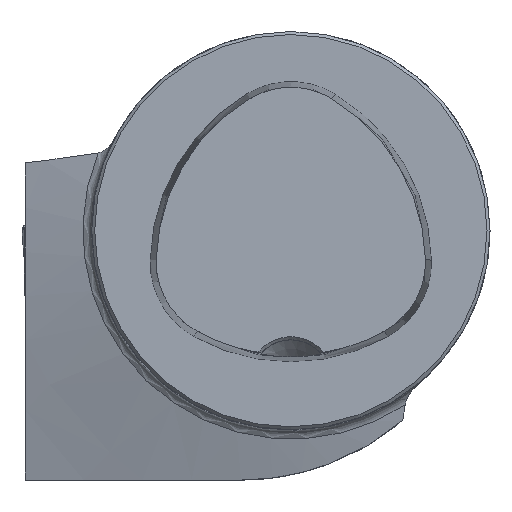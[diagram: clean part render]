
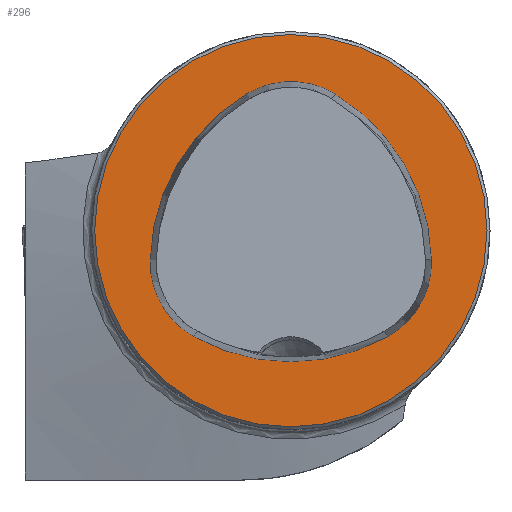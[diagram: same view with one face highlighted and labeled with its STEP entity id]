
A CAD part, top view. The second image highlights one B-rep face of the part: STEP entity #296.
In plain terms, the highlighted planar face has unit normal (0, 0, 1).
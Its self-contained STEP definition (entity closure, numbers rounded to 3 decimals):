
#124=FACE_BOUND('',#593,.T.);
#125=FACE_BOUND('',#594,.T.);
#232=CIRCLE('',#2403,20.063);
#234=CIRCLE('',#2406,20.063);
#235=CIRCLE('',#2407,8.563);
#236=CIRCLE('',#2408,20.063);
#237=CIRCLE('',#2409,8.563);
#238=CIRCLE('',#2410,8.563);
#239=CIRCLE('',#2411,19.7);
#296=ADVANCED_FACE('CU_E_LO_SU_1',(#124,#125),#406,.T.);
#406=PLANE('',#2412);
#593=EDGE_LOOP('',(#939,#940,#941,#942,#943,#944));
#594=EDGE_LOOP('',(#945));
#939=ORIENTED_EDGE('',*,*,#1754,.F.);
#940=ORIENTED_EDGE('',*,*,#1755,.F.);
#941=ORIENTED_EDGE('',*,*,#1756,.F.);
#942=ORIENTED_EDGE('',*,*,#1757,.F.);
#943=ORIENTED_EDGE('',*,*,#1751,.F.);
#944=ORIENTED_EDGE('',*,*,#1758,.F.);
#945=ORIENTED_EDGE('',*,*,#1759,.T.);
#1517=VERTEX_POINT('',#3836);
#1518=VERTEX_POINT('',#3838);
#1520=VERTEX_POINT('',#3844);
#1521=VERTEX_POINT('',#3845);
#1522=VERTEX_POINT('',#3847);
#1523=VERTEX_POINT('',#3849);
#1524=VERTEX_POINT('',#3853);
#1751=EDGE_CURVE('',#1517,#1518,#232,.T.);
#1754=EDGE_CURVE('',#1520,#1521,#234,.T.);
#1755=EDGE_CURVE('',#1522,#1520,#235,.T.);
#1756=EDGE_CURVE('',#1523,#1522,#236,.T.);
#1757=EDGE_CURVE('',#1518,#1523,#237,.T.);
#1758=EDGE_CURVE('',#1521,#1517,#238,.T.);
#1759=EDGE_CURVE('',#1524,#1524,#239,.T.);
#2403=AXIS2_PLACEMENT_3D('',#3837,#2756,#2757);
#2406=AXIS2_PLACEMENT_3D('',#3843,#2763,#2764);
#2407=AXIS2_PLACEMENT_3D('',#3846,#2765,#2766);
#2408=AXIS2_PLACEMENT_3D('',#3848,#2767,#2768);
#2409=AXIS2_PLACEMENT_3D('',#3850,#2769,#2770);
#2410=AXIS2_PLACEMENT_3D('',#3851,#2771,#2772);
#2411=AXIS2_PLACEMENT_3D('',#3852,#2773,#2774);
#2412=AXIS2_PLACEMENT_3D('',#3854,#2775,#2776);
#2756=DIRECTION('',(0.,0.,1.));
#2757=DIRECTION('',(1.,0.,0.));
#2763=DIRECTION('',(0.,0.,1.));
#2764=DIRECTION('',(1.,0.,0.));
#2765=DIRECTION('',(0.,0.,1.));
#2766=DIRECTION('',(1.,0.,0.));
#2767=DIRECTION('',(0.,0.,1.));
#2768=DIRECTION('',(1.,0.,0.));
#2769=DIRECTION('',(0.,0.,1.));
#2770=DIRECTION('',(1.,0.,0.));
#2771=DIRECTION('',(0.,0.,1.));
#2772=DIRECTION('',(1.,0.,0.));
#2773=DIRECTION('',(0.,0.,1.));
#2774=DIRECTION('',(1.,0.,0.));
#2775=DIRECTION('',(0.,0.,1.));
#2776=DIRECTION('',(1.,0.,0.));
#3836=CARTESIAN_POINT('',(-9.704,-10.66,0.));
#3837=CARTESIAN_POINT('',(0.,6.9,0.));
#3838=CARTESIAN_POINT('',(9.704,-10.66,0.));
#3843=CARTESIAN_POINT('',(5.934,-3.451,0.));
#3844=CARTESIAN_POINT('',(-4.418,13.735,0.));
#3845=CARTESIAN_POINT('',(-14.123,-2.953,0.));
#3846=CARTESIAN_POINT('',(0.,6.4,0.));
#3847=CARTESIAN_POINT('',(4.418,13.735,0.));
#3848=CARTESIAN_POINT('',(-5.934,-3.451,0.));
#3849=CARTESIAN_POINT('',(14.123,-2.953,0.));
#3850=CARTESIAN_POINT('',(5.562,-3.165,0.));
#3851=CARTESIAN_POINT('',(-5.562,-3.165,0.));
#3852=CARTESIAN_POINT('',(0.,0.,0.));
#3853=CARTESIAN_POINT('',(19.7,0.,0.));
#3854=CARTESIAN_POINT('',(0.,0.,0.));
